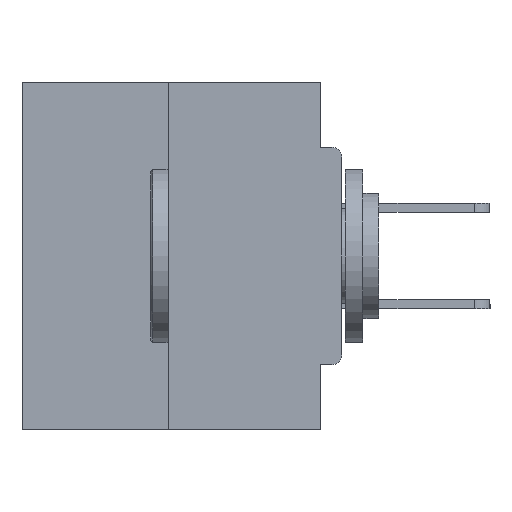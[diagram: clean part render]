
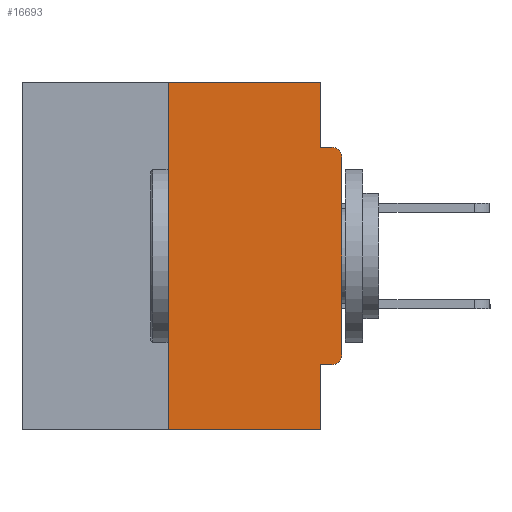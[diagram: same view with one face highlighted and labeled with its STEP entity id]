
A CAD part, left-side view. The second image highlights one B-rep face of the part: STEP entity #16693.
In plain terms, the highlighted planar face has unit normal (-1, 0, 0).
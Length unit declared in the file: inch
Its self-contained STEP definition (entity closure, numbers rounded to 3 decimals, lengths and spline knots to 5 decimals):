
#375 = ORIENTED_EDGE ( 'NONE', *, *, #22467, .T. ) ;
#757 = DIRECTION ( 'NONE',  ( 0., 0., -1. ) ) ;
#817 = VERTEX_POINT ( 'NONE', #17701 ) ;
#1271 = EDGE_CURVE ( 'NONE', #10905, #31977, #10991, .T. ) ;
#1448 = DIRECTION ( 'NONE',  ( 0., 0., 1. ) ) ;
#1516 = CARTESIAN_POINT ( 'NONE',  ( 0., 0., -0.0935 ) ) ;
#1526 = CARTESIAN_POINT ( 'NONE',  ( 0., 0., -0.4065 ) ) ;
#1618 = ORIENTED_EDGE ( 'NONE', *, *, #20582, .T. ) ;
#3142 = DIRECTION ( 'NONE',  ( 0., 0., 1. ) ) ;
#3795 = AXIS2_PLACEMENT_3D ( 'NONE', #16367, #31826, #16152 ) ;
#5205 = ORIENTED_EDGE ( 'NONE', *, *, #33819, .T. ) ;
#5792 = CARTESIAN_POINT ( 'NONE',  ( 0., 0.46, 0. ) ) ;
#6381 = LINE ( 'NONE', #5792, #8005 ) ;
#6605 = VERTEX_POINT ( 'NONE', #11587 ) ;
#7011 = ORIENTED_EDGE ( 'NONE', *, *, #7385, .F. ) ;
#7026 = LINE ( 'NONE', #8323, #18870 ) ;
#7385 = EDGE_CURVE ( 'NONE', #22120, #6605, #17224, .T. ) ;
#7629 = DIRECTION ( 'NONE',  ( 0., -1., 0. ) ) ;
#7776 = DIRECTION ( 'NONE',  ( 0., 0., -1. ) ) ;
#8005 = VECTOR ( 'NONE', #21561, 39.37008 ) ;
#8323 = CARTESIAN_POINT ( 'NONE',  ( 0., 0., 0. ) ) ;
#8488 = ORIENTED_EDGE ( 'NONE', *, *, #1271, .F. ) ;
#8508 = VECTOR ( 'NONE', #1448, 39.37008 ) ;
#8892 = CARTESIAN_POINT ( 'NONE',  ( 0., 0.25, 0. ) ) ;
#9175 = CARTESIAN_POINT ( 'NONE',  ( 0., 0.031, -0.0935 ) ) ;
#9523 = LINE ( 'NONE', #30065, #29618 ) ;
#10905 = VERTEX_POINT ( 'NONE', #9175 ) ;
#10991 = LINE ( 'NONE', #1516, #33908 ) ;
#11587 = CARTESIAN_POINT ( 'NONE',  ( 0., 0.031, -0.5 ) ) ;
#12113 = EDGE_CURVE ( 'NONE', #27868, #23080, #32915, .T. ) ;
#12185 = EDGE_CURVE ( 'NONE', #29276, #10905, #18156, .T. ) ;
#12237 = CIRCLE ( 'NONE', #15362, 0.015 ) ;
#12575 = VECTOR ( 'NONE', #22265, 39.37008 ) ;
#12644 = FACE_OUTER_BOUND ( 'NONE', #30255, .T. ) ;
#13396 = LINE ( 'NONE', #30193, #8508 ) ;
#13473 = EDGE_CURVE ( 'NONE', #21256, #29276, #6381, .T. ) ;
#13636 = DIRECTION ( 'NONE',  ( 0., 0., -1. ) ) ;
#13820 = CARTESIAN_POINT ( 'NONE',  ( 0., 0.015, -0.1085 ) ) ;
#14372 = DIRECTION ( 'NONE',  ( 0., -1., 0. ) ) ;
#14389 = VECTOR ( 'NONE', #21053, 39.37008 ) ;
#15275 = DIRECTION ( 'NONE',  ( 1., 0., 0. ) ) ;
#15295 = VECTOR ( 'NONE', #13636, 39.37008 ) ;
#15362 = AXIS2_PLACEMENT_3D ( 'NONE', #13820, #16433, #757 ) ;
#15839 = ORIENTED_EDGE ( 'NONE', *, *, #17323, .F. ) ;
#16152 = DIRECTION ( 'NONE',  ( 0., 0., -1. ) ) ;
#16367 = CARTESIAN_POINT ( 'NONE',  ( 0., 0.015, -0.3915 ) ) ;
#16433 = DIRECTION ( 'NONE',  ( -1., 0., 0. ) ) ;
#16693 = ADVANCED_FACE ( 'NONE', ( #12644 ), #20569, .F. ) ;
#17224 = LINE ( 'NONE', #23222, #14389 ) ;
#17323 = EDGE_CURVE ( 'NONE', #27868, #22120, #28150, .T. ) ;
#17701 = CARTESIAN_POINT ( 'NONE',  ( 0., 0.25, -0.5 ) ) ;
#18156 = LINE ( 'NONE', #29339, #15295 ) ;
#18329 = CARTESIAN_POINT ( 'NONE',  ( 0., 0., -0.3915 ) ) ;
#18830 = CARTESIAN_POINT ( 'NONE',  ( 0., 0.031, 0. ) ) ;
#18870 = VECTOR ( 'NONE', #3142, 39.37008 ) ;
#20569 = PLANE ( 'NONE',  #23804 ) ;
#20582 = EDGE_CURVE ( 'NONE', #817, #6605, #9523, .T. ) ;
#20825 = CARTESIAN_POINT ( 'NONE',  ( 0., 0.031, -0.4065 ) ) ;
#21053 = DIRECTION ( 'NONE',  ( 0., 0., -1. ) ) ;
#21256 = VERTEX_POINT ( 'NONE', #8892 ) ;
#21561 = DIRECTION ( 'NONE',  ( 0., -1., 0. ) ) ;
#22069 = ORIENTED_EDGE ( 'NONE', *, *, #12185, .F. ) ;
#22120 = VERTEX_POINT ( 'NONE', #20825 ) ;
#22265 = DIRECTION ( 'NONE',  ( 0., 1., 0. ) ) ;
#22467 = EDGE_CURVE ( 'NONE', #33708, #31977, #12237, .T. ) ;
#23080 = VERTEX_POINT ( 'NONE', #18329 ) ;
#23166 = CARTESIAN_POINT ( 'NONE',  ( 0., 0., -0.1085 ) ) ;
#23222 = CARTESIAN_POINT ( 'NONE',  ( 0., 0.031, -0.5 ) ) ;
#23390 = EDGE_CURVE ( 'NONE', #817, #21256, #13396, .T. ) ;
#23678 = CARTESIAN_POINT ( 'NONE',  ( 0., 0.015, -0.0935 ) ) ;
#23804 = AXIS2_PLACEMENT_3D ( 'NONE', #31081, #15275, #7776 ) ;
#27848 = ORIENTED_EDGE ( 'NONE', *, *, #12113, .T. ) ;
#27868 = VERTEX_POINT ( 'NONE', #28135 ) ;
#28135 = CARTESIAN_POINT ( 'NONE',  ( 0., 0.015, -0.4065 ) ) ;
#28150 = LINE ( 'NONE', #1526, #12575 ) ;
#29276 = VERTEX_POINT ( 'NONE', #18830 ) ;
#29339 = CARTESIAN_POINT ( 'NONE',  ( 0., 0.031, 0. ) ) ;
#29618 = VECTOR ( 'NONE', #14372, 39.37008 ) ;
#30065 = CARTESIAN_POINT ( 'NONE',  ( 0., 0.46, -0.5 ) ) ;
#30193 = CARTESIAN_POINT ( 'NONE',  ( 0., 0.25, 0. ) ) ;
#30255 = EDGE_LOOP ( 'NONE', ( #31116, #33268, #1618, #7011, #15839, #27848, #5205, #375, #8488, #22069 ) ) ;
#31081 = CARTESIAN_POINT ( 'NONE',  ( 0., 0.46, 0. ) ) ;
#31116 = ORIENTED_EDGE ( 'NONE', *, *, #13473, .F. ) ;
#31826 = DIRECTION ( 'NONE',  ( -1., 0., 0. ) ) ;
#31977 = VERTEX_POINT ( 'NONE', #23678 ) ;
#32915 = CIRCLE ( 'NONE', #3795, 0.015 ) ;
#33268 = ORIENTED_EDGE ( 'NONE', *, *, #23390, .F. ) ;
#33708 = VERTEX_POINT ( 'NONE', #23166 ) ;
#33819 = EDGE_CURVE ( 'NONE', #23080, #33708, #7026, .T. ) ;
#33908 = VECTOR ( 'NONE', #7629, 39.37008 ) ;
